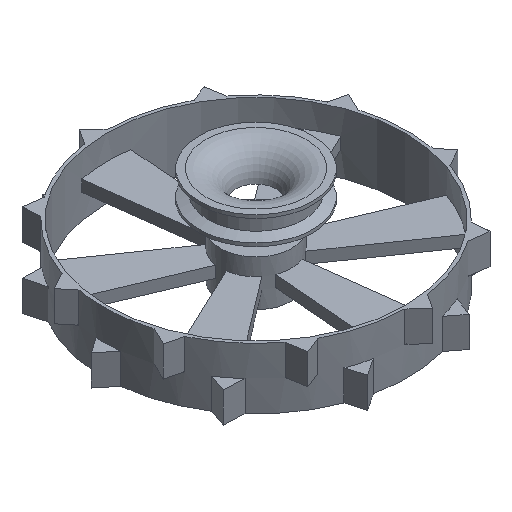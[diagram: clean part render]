
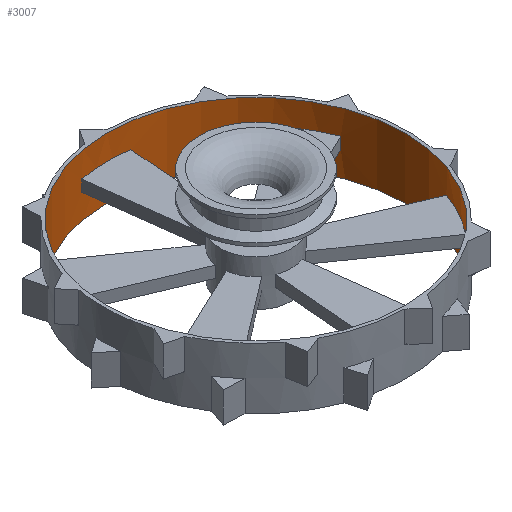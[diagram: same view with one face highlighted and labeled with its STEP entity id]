
A CAD part, isometric view. The second image highlights one B-rep face of the part: STEP entity #3007.
In plain terms, the highlighted cylindrical face has radius 196 mm (diameter 392 mm), a full revolution.
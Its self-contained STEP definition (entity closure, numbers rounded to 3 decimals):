
#27=CARTESIAN_POINT('',(-153.022,122.475,47.5));
#28=VERTEX_POINT('',#27);
#35=CARTESIAN_POINT('',(-184.878,65.087,47.5));
#36=VERTEX_POINT('',#35);
#37=CARTESIAN_POINT('',(0.0,0.0,47.5));
#38=DIRECTION('',(-0.0,-0.0,-1.0));
#39=DIRECTION('',(-1.0,0.0,0.0));
#40=AXIS2_PLACEMENT_3D('',#37,#38,#39);
#41=CIRCLE('',#40,196.0);
#42=EDGE_CURVE('n� 96',#36,#28,#41,.T.);
#66=CARTESIAN_POINT('',(-153.022,122.475,32.5));
#67=VERTEX_POINT('',#66);
#74=CARTESIAN_POINT('',(-153.022,122.475,0.0));
#75=DIRECTION('',(0.0,0.0,-1.0));
#76=VECTOR('',#75,1.0);
#77=LINE('',#74,#76);
#78=EDGE_CURVE('n� 140',#28,#67,#77,.T.);
#89=CARTESIAN_POINT('',(-184.878,65.087,32.5));
#90=VERTEX_POINT('',#89);
#91=CARTESIAN_POINT('',(-184.878,65.087,0.0));
#92=DIRECTION('',(0.0,0.0,1.0));
#93=VECTOR('',#92,1.0);
#94=LINE('',#91,#93);
#95=EDGE_CURVE('n� 88',#90,#36,#94,.T.);
#128=CARTESIAN_POINT('',(0.0,0.0,32.5));
#129=DIRECTION('',(0.0,0.0,1.0));
#130=DIRECTION('',(-1.0,0.0,0.0));
#131=AXIS2_PLACEMENT_3D('',#128,#129,#130);
#132=CIRCLE('',#131,196.0);
#133=EDGE_CURVE('n� 186',#67,#90,#132,.T.);
#155=CARTESIAN_POINT('',(-182.578,-71.284,47.5));
#156=VERTEX_POINT('',#155);
#163=CARTESIAN_POINT('',(-148.806,-127.565,47.5));
#164=VERTEX_POINT('',#163);
#165=CARTESIAN_POINT('',(0.0,0.0,47.5));
#166=DIRECTION('',(-0.0,-0.0,-1.0));
#167=DIRECTION('',(-1.0,0.0,0.0));
#168=AXIS2_PLACEMENT_3D('',#165,#166,#167);
#169=CIRCLE('',#168,196.0);
#170=EDGE_CURVE('n� 282',#164,#156,#169,.T.);
#194=CARTESIAN_POINT('',(-182.578,-71.284,32.5));
#195=VERTEX_POINT('',#194);
#202=CARTESIAN_POINT('',(-182.578,-71.284,0.0));
#203=DIRECTION('',(0.0,0.0,-1.0));
#204=VECTOR('',#203,1.0);
#205=LINE('',#202,#204);
#206=EDGE_CURVE('n� 346',#156,#195,#205,.T.);
#217=CARTESIAN_POINT('',(-148.806,-127.565,32.5));
#218=VERTEX_POINT('',#217);
#219=CARTESIAN_POINT('',(-148.806,-127.565,0.0));
#220=DIRECTION('',(0.0,0.0,1.0));
#221=VECTOR('',#220,1.0);
#222=LINE('',#219,#221);
#223=EDGE_CURVE('n� 276',#218,#164,#222,.T.);
#256=CARTESIAN_POINT('',(0.0,0.0,32.5));
#257=DIRECTION('',(0.0,0.0,1.0));
#258=DIRECTION('',(-1.0,0.0,0.0));
#259=AXIS2_PLACEMENT_3D('',#256,#257,#258);
#260=CIRCLE('',#259,196.0);
#261=EDGE_CURVE('n� 432',#195,#218,#260,.T.);
#283=CARTESIAN_POINT('',(-29.555,-193.759,47.5));
#284=VERTEX_POINT('',#283);
#291=CARTESIAN_POINT('',(36.072,-192.652,47.5));
#292=VERTEX_POINT('',#291);
#293=CARTESIAN_POINT('',(0.0,0.0,47.5));
#294=DIRECTION('',(-0.0,-0.0,-1.0));
#295=DIRECTION('',(-1.0,0.0,0.0));
#296=AXIS2_PLACEMENT_3D('',#293,#294,#295);
#297=CIRCLE('',#296,196.0);
#298=EDGE_CURVE('n� 360',#292,#284,#297,.T.);
#322=CARTESIAN_POINT('',(-29.555,-193.759,32.5));
#323=VERTEX_POINT('',#322);
#330=CARTESIAN_POINT('',(-29.555,-193.759,0.0));
#331=DIRECTION('',(0.0,0.0,-1.0));
#332=VECTOR('',#331,1.0);
#333=LINE('',#330,#332);
#334=EDGE_CURVE('n� 444',#284,#323,#333,.T.);
#345=CARTESIAN_POINT('',(36.072,-192.652,32.5));
#346=VERTEX_POINT('',#345);
#347=CARTESIAN_POINT('',(36.072,-192.652,0.0));
#348=DIRECTION('',(0.0,0.0,1.0));
#349=VECTOR('',#348,1.0);
#350=LINE('',#347,#349);
#351=EDGE_CURVE('n� 446',#346,#292,#350,.T.);
#384=CARTESIAN_POINT('',(0.0,0.0,32.5));
#385=DIRECTION('',(0.0,0.0,1.0));
#386=DIRECTION('',(-1.0,0.0,0.0));
#387=AXIS2_PLACEMENT_3D('',#384,#385,#386);
#388=CIRCLE('',#387,196.0);
#389=EDGE_CURVE('n� 548',#323,#346,#388,.T.);
#411=CARTESIAN_POINT('',(153.022,-122.475,47.5));
#412=VERTEX_POINT('',#411);
#419=CARTESIAN_POINT('',(184.878,-65.087,47.5));
#420=VERTEX_POINT('',#419);
#421=CARTESIAN_POINT('',(0.0,0.0,47.5));
#422=DIRECTION('',(-0.0,-0.0,-1.0));
#423=DIRECTION('',(-1.0,0.0,0.0));
#424=AXIS2_PLACEMENT_3D('',#421,#422,#423);
#425=CIRCLE('',#424,196.0);
#426=EDGE_CURVE('n� 441',#420,#412,#425,.T.);
#450=CARTESIAN_POINT('',(153.022,-122.475,32.5));
#451=VERTEX_POINT('',#450);
#458=CARTESIAN_POINT('',(153.022,-122.475,0.0));
#459=DIRECTION('',(0.0,0.0,-1.0));
#460=VECTOR('',#459,1.0);
#461=LINE('',#458,#460);
#462=EDGE_CURVE('n� 541',#412,#451,#461,.T.);
#473=CARTESIAN_POINT('',(184.878,-65.087,32.5));
#474=VERTEX_POINT('',#473);
#475=CARTESIAN_POINT('',(184.878,-65.087,0.0));
#476=DIRECTION('',(0.0,0.0,1.0));
#477=VECTOR('',#476,1.0);
#478=LINE('',#475,#477);
#479=EDGE_CURVE('n� 543',#474,#420,#478,.T.);
#512=CARTESIAN_POINT('',(0.0,0.0,32.5));
#513=DIRECTION('',(0.0,0.0,1.0));
#514=DIRECTION('',(-1.0,0.0,0.0));
#515=AXIS2_PLACEMENT_3D('',#512,#513,#514);
#516=CIRCLE('',#515,196.0);
#517=EDGE_CURVE('n� 665',#451,#474,#516,.T.);
#539=CARTESIAN_POINT('',(182.578,71.284,47.5));
#540=VERTEX_POINT('',#539);
#547=CARTESIAN_POINT('',(148.806,127.565,47.5));
#548=VERTEX_POINT('',#547);
#549=CARTESIAN_POINT('',(0.0,0.0,47.5));
#550=DIRECTION('',(-0.0,-0.0,-1.0));
#551=DIRECTION('',(-1.0,0.0,0.0));
#552=AXIS2_PLACEMENT_3D('',#549,#550,#551);
#553=CIRCLE('',#552,196.0);
#554=EDGE_CURVE('n� 538',#548,#540,#553,.T.);
#578=CARTESIAN_POINT('',(182.578,71.284,32.5));
#579=VERTEX_POINT('',#578);
#586=CARTESIAN_POINT('',(182.578,71.284,0.0));
#587=DIRECTION('',(0.0,0.0,-1.0));
#588=VECTOR('',#587,1.0);
#589=LINE('',#586,#588);
#590=EDGE_CURVE('n� 658',#540,#579,#589,.T.);
#601=CARTESIAN_POINT('',(148.806,127.565,32.5));
#602=VERTEX_POINT('',#601);
#603=CARTESIAN_POINT('',(148.806,127.565,0.0));
#604=DIRECTION('',(0.0,0.0,1.0));
#605=VECTOR('',#604,1.0);
#606=LINE('',#603,#605);
#607=EDGE_CURVE('n� 660',#602,#548,#606,.T.);
#640=CARTESIAN_POINT('',(0.0,0.0,32.5));
#641=DIRECTION('',(0.0,0.0,1.0));
#642=DIRECTION('',(-1.0,0.0,0.0));
#643=AXIS2_PLACEMENT_3D('',#640,#641,#642);
#644=CIRCLE('',#643,196.0);
#645=EDGE_CURVE('n� 785',#579,#602,#644,.T.);
#667=CARTESIAN_POINT('',(29.555,193.759,47.5));
#668=VERTEX_POINT('',#667);
#675=CARTESIAN_POINT('',(-36.072,192.652,47.5));
#676=VERTEX_POINT('',#675);
#677=CARTESIAN_POINT('',(0.0,0.0,47.5));
#678=DIRECTION('',(-0.0,-0.0,-1.0));
#679=DIRECTION('',(-1.0,0.0,0.0));
#680=AXIS2_PLACEMENT_3D('',#677,#678,#679);
#681=CIRCLE('',#680,196.0);
#682=EDGE_CURVE('n� 655',#676,#668,#681,.T.);
#706=CARTESIAN_POINT('',(29.555,193.759,32.5));
#707=VERTEX_POINT('',#706);
#714=CARTESIAN_POINT('',(29.555,193.759,0.0));
#715=DIRECTION('',(0.0,0.0,-1.0));
#716=VECTOR('',#715,1.0);
#717=LINE('',#714,#716);
#718=EDGE_CURVE('n� 778',#668,#707,#717,.T.);
#729=CARTESIAN_POINT('',(-36.072,192.652,32.5));
#730=VERTEX_POINT('',#729);
#731=CARTESIAN_POINT('',(-36.072,192.652,0.0));
#732=DIRECTION('',(0.0,0.0,1.0));
#733=VECTOR('',#732,1.0);
#734=LINE('',#731,#733);
#735=EDGE_CURVE('n� 780',#730,#676,#734,.T.);
#768=CARTESIAN_POINT('',(0.0,0.0,32.5));
#769=DIRECTION('',(0.0,0.0,1.0));
#770=DIRECTION('',(-1.0,0.0,0.0));
#771=AXIS2_PLACEMENT_3D('',#768,#769,#770);
#772=CIRCLE('',#771,196.0);
#773=EDGE_CURVE('n� 900',#707,#730,#772,.T.);
#2944=ORIENTED_EDGE('n� 95',*,*,#42,.T.);
#2945=ORIENTED_EDGE('n� 139',*,*,#78,.T.);
#2946=ORIENTED_EDGE('n� 135',*,*,#133,.T.);
#2947=ORIENTED_EDGE('n� 87',*,*,#95,.T.);
#2948=EDGE_LOOP('',(#2944,#2945,#2946,#2947));
#2949=FACE_BOUND('',#2948,.T.);
#2950=ORIENTED_EDGE('n� 237',*,*,#170,.T.);
#2951=ORIENTED_EDGE('n� 293',*,*,#206,.T.);
#2952=ORIENTED_EDGE('n� 343',*,*,#261,.T.);
#2953=ORIENTED_EDGE('n� 275',*,*,#223,.T.);
#2954=EDGE_LOOP('',(#2950,#2951,#2952,#2953));
#2955=FACE_BOUND('',#2954,.T.);
#2956=ORIENTED_EDGE('n� 292',*,*,#298,.T.);
#2957=ORIENTED_EDGE('n� 357',*,*,#334,.T.);
#2958=ORIENTED_EDGE('n� 442',*,*,#389,.T.);
#2959=ORIENTED_EDGE('n� 358',*,*,#351,.T.);
#2960=EDGE_LOOP('',(#2956,#2957,#2958,#2959));
#2961=FACE_BOUND('',#2960,.T.);
#2962=ORIENTED_EDGE('n� 356',*,*,#426,.T.);
#2963=ORIENTED_EDGE('n� 438',*,*,#462,.T.);
#2964=ORIENTED_EDGE('n� 539',*,*,#517,.T.);
#2965=ORIENTED_EDGE('n� 439',*,*,#479,.T.);
#2966=EDGE_LOOP('',(#2962,#2963,#2964,#2965));
#2967=FACE_BOUND('',#2966,.T.);
#2968=ORIENTED_EDGE('n� 437',*,*,#554,.T.);
#2969=ORIENTED_EDGE('n� 535',*,*,#590,.T.);
#2970=ORIENTED_EDGE('n� 656',*,*,#645,.T.);
#2971=ORIENTED_EDGE('n� 536',*,*,#607,.T.);
#2972=EDGE_LOOP('',(#2968,#2969,#2970,#2971));
#2973=FACE_BOUND('',#2972,.T.);
#2974=ORIENTED_EDGE('n� 534',*,*,#682,.T.);
#2975=ORIENTED_EDGE('n� 652',*,*,#718,.T.);
#2976=ORIENTED_EDGE('n� 776',*,*,#773,.T.);
#2977=ORIENTED_EDGE('n� 653',*,*,#735,.T.);
#2978=EDGE_LOOP('',(#2974,#2975,#2976,#2977));
#2979=FACE_BOUND('',#2978,.T.);
#2980=CARTESIAN_POINT('',(196.0,0.0,80.0));
#2981=VERTEX_POINT('',#2980);
#2982=CARTESIAN_POINT('',(0.0,0.0,80.0));
#2983=DIRECTION('',(-0.0,-0.0,-1.0));
#2984=DIRECTION('',(-1.0,0.0,0.0));
#2985=AXIS2_PLACEMENT_3D('',#2982,#2983,#2984);
#2986=CIRCLE('',#2985,196.0);
#2987=EDGE_CURVE('n� 677',#2981,#2981,#2986,.T.);
#2988=ORIENTED_EDGE('n� 651',*,*,#2987,.F.);
#2989=EDGE_LOOP('',(#2988));
#2990=FACE_OUTER_BOUND('',#2989,.T.);
#2991=CARTESIAN_POINT('',(196.0,0.0,0.0));
#2992=VERTEX_POINT('',#2991);
#2993=CARTESIAN_POINT('',(0.0,0.0,0.0));
#2994=DIRECTION('',(0.0,0.0,1.0));
#2995=DIRECTION('',(-1.0,0.0,0.0));
#2996=AXIS2_PLACEMENT_3D('',#2993,#2994,#2995);
#2997=CIRCLE('',#2996,196.0);
#2998=EDGE_CURVE('n� 560',#2992,#2992,#2997,.T.);
#2999=ORIENTED_EDGE('n� 559',*,*,#2998,.F.);
#3000=EDGE_LOOP('',(#2999));
#3001=FACE_OUTER_BOUND('',#3000,.T.);
#3002=CARTESIAN_POINT('',(0.0,0.0,0.0));
#3003=DIRECTION('',(0.0,0.0,1.0));
#3004=DIRECTION('',(-1.0,0.0,0.0));
#3005=AXIS2_PLACEMENT_3D('',#3002,#3003,#3004);
#3006=CYLINDRICAL_SURFACE('',#3005,196.0);
#3007=ADVANCED_FACE('n� 188',(#2949,#2955,#2961,#2967,#2973,#2979,#2990,#3001),#3006,.F.);
